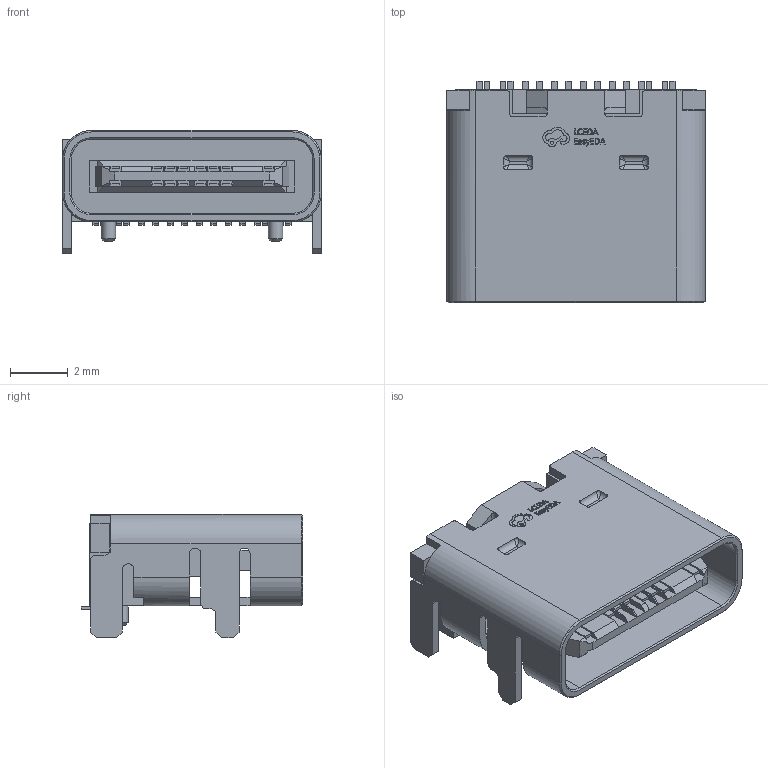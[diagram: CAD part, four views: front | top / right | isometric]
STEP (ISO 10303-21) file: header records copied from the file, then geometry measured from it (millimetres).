
FILE_DESCRIPTION (( 'STEP AP214' ), '1' );
FILE_NAME ('USB-C-SMD_HC-TYPE-C-16P-01A.STEP', '2024-06-18T05:57:43', ( 'PC' ), ( 'Microsoft' ), 'SwSTEP 2.0', 'SolidWorks 2020', '' );
FILE_SCHEMA (( 'AUTOMOTIVE_DESIGN' ));
Length unit declared in the file: millimetre
Products named in the file (1): USB-C-SMD_HC-TYPE-C-16P-01A
Bounding box: 8.94 x 7.65 x 4.27 mm (x, y, z)
Volume: 113.5 mm3; surface area: 525.3 mm2
Topology: 29 solids, 29 shells, 779 faces, 2000 edges, 1284 vertices
Faces by surface type: plane 567, bspline 114, cylinder 86, cone 12
Entity records: 32788 total; most frequent: CARTESIAN_POINT 5836, ORIENTED_EDGE 3968, DIRECTION 3244, EDGE_CURVE 1984, VECTOR 1580, LINE 1580, VERTEX_POINT 1284, AXIS2_PLACEMENT_3D 832
